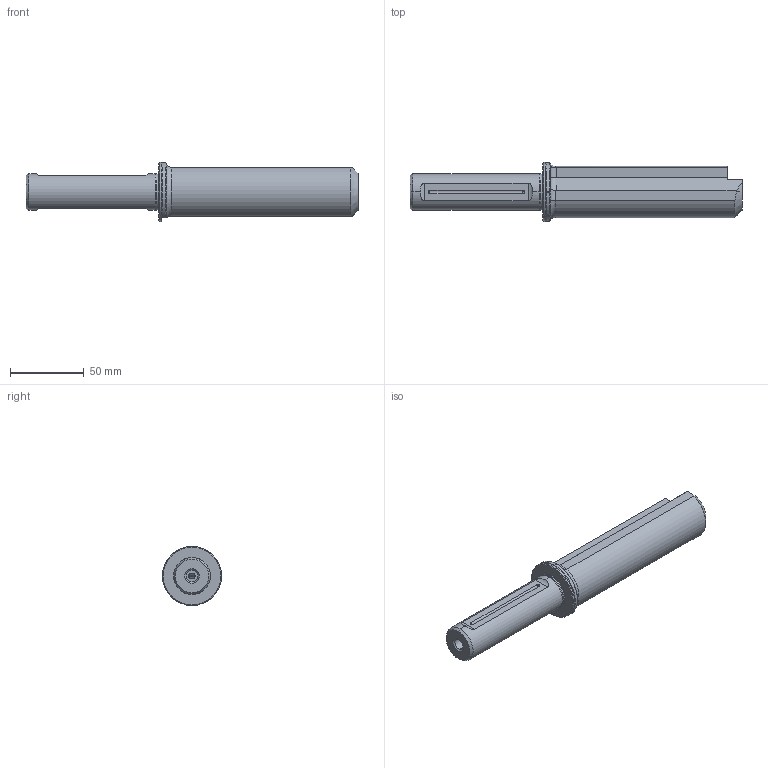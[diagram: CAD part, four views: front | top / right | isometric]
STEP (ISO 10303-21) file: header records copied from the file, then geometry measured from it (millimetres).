
FILE_DESCRIPTION (( 'STEP AP203' ), '1' );
FILE_NAME ('UT-14_16-25.STEP', '2023-07-17T07:26:17', ( 'TECNICO' ), ( '' ), 'SwSTEP 2.0', 'SolidWorks 2020', '' );
FILE_SCHEMA (( 'CONFIG_CONTROL_DESIGN' ));
Length unit declared in the file: millimetre
Products named in the file (1): UT-14_16-25
Bounding box: 225 x 40 x 40 mm (x, y, z)
Volume: 140348.7 mm3; surface area: 29136.4 mm2
Topology: 1 solids, 1 shells, 106 faces, 268 edges, 167 vertices
Faces by surface type: plane 36, cylinder 31, cone 21, torus 9, sphere 8, bspline 1
Entity records: 3623 total; most frequent: CARTESIAN_POINT 1062, ORIENTED_EDGE 532, DIRECTION 509, EDGE_CURVE 266, AXIS2_PLACEMENT_3D 198, VERTEX_POINT 167, LINE 113, VECTOR 113
